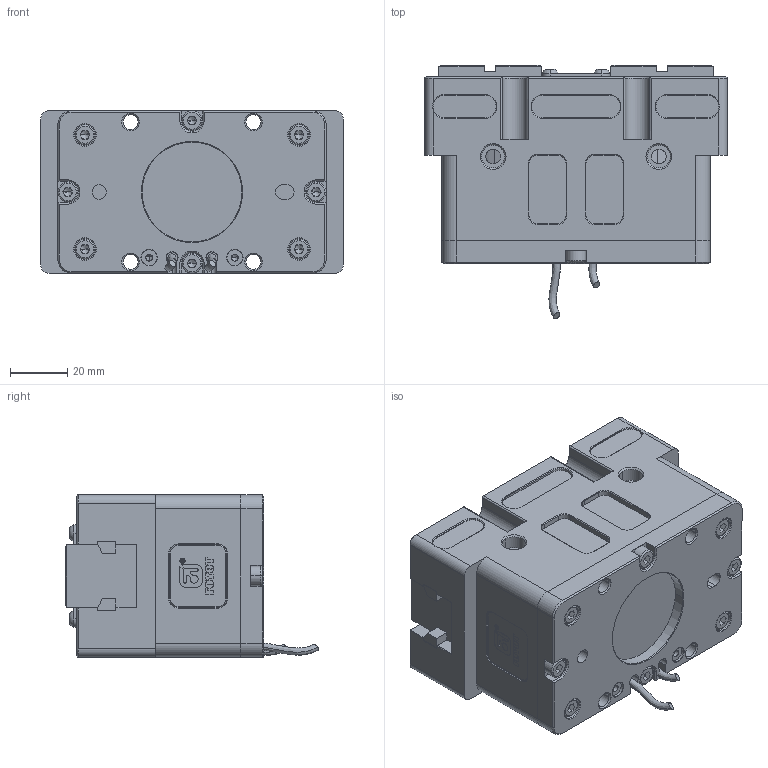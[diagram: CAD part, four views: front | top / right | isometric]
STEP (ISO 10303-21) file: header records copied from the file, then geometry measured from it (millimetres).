
FILE_DESCRIPTION (( 'STEP AP203' ), '1' );
FILE_NAME ('FY30-40C.STEP', '2022-09-29T07:59:13', ( 'User' ), ( 'Microsoft' ), 'SwSTEP 2.0', 'SolidWorks 2015', '' );
FILE_SCHEMA (( 'CONFIG_CONTROL_DESIGN' ));
Length unit declared in the file: millimetre
Products named in the file (15): LOGOﾅﾆ; FY30-40C褲极; FY30-40C; FY30-40C賑輸; FY30-40C祥凄詩猾裔-酗; FY30-40C綴裔; 棠俶羲壽4.0X15; hexagon socket head cap screws gb_GB_FASTENER_SCREWS_HSHCS M4X12-N; 棠沺; FY30-40C絳寢; FY30-40Cヶ裔; hexagon socket head cap screws gb_GB_FASTENER_SCREWS_HSHCS M3X12-N; hexagon socket button head screws gb_GB_SOCKET_TYPE7 M3X6-N; FY30-40C祥凄詩猾裔-傻; 2.5
Assembly tree (44 placements, depth 2):
  FY30-40C
    FY30-40C褲极
    FY30-40C賑輸  x2
    FY30-40C綴裔
    hexagon socket head cap screws gb_GB_FASTENER_SCREWS_HSHCS M4X12-N  x8
    FY30-40C絳寢  x2
    hexagon socket head cap screws gb_GB_FASTENER_SCREWS_HSHCS M3X12-N  x12
    FY30-40C祥凄詩猾裔-傻  x4
    FY30-40C祥凄詩猾裔-酗  x2
    棠俶羲壽4.0X15  x2
    棠沺  x2
    FY30-40Cヶ裔
    hexagon socket button head screws gb_GB_SOCKET_TYPE7 M3X6-N  x4
    2.5  x2
    LOGOﾅﾆ
Bounding box: 106 x 88.74 x 57 mm (x, y, z)
Volume: 346532.9 mm3; surface area: 87969.1 mm2
Topology: 44 solids, 44 shells, 2630 faces, 6537 edges, 4132 vertices
Faces by surface type: plane 1390, cylinder 549, cone 327, bspline 312, torus 40, sphere 12
Entity records: 63406 total; most frequent: CARTESIAN_POINT 23317, ORIENTED_EDGE 7984, DIRECTION 7377, EDGE_CURVE 3992, VERTEX_POINT 2561, VECTOR 2547, LINE 2547, AXIS2_PLACEMENT_3D 2415
